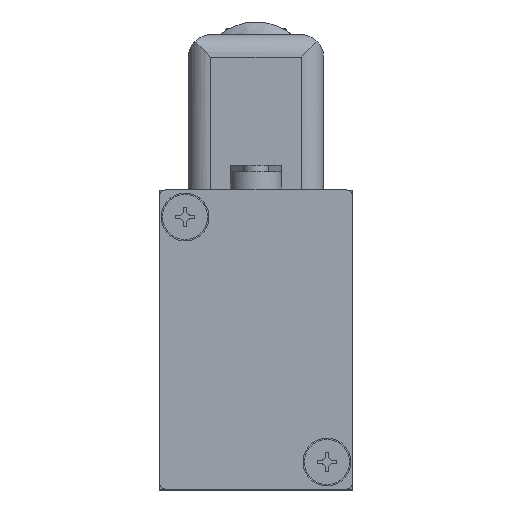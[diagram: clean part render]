
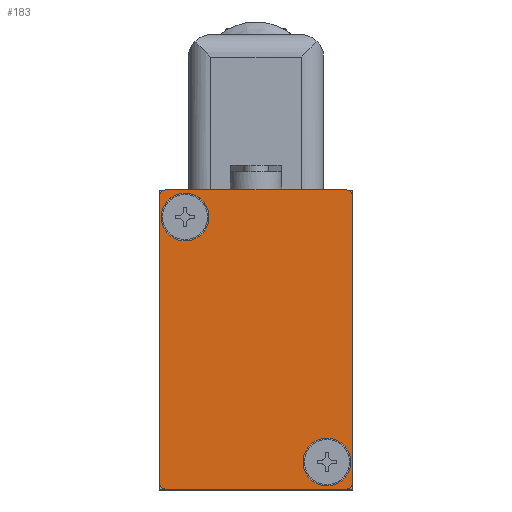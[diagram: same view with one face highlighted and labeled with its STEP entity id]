
A CAD part, top view. The second image highlights one B-rep face of the part: STEP entity #183.
In plain terms, the highlighted planar face has unit normal (0, 0, 1).
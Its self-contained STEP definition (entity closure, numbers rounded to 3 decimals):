
#183 = ADVANCED_FACE( '', ( #537, #538, #539 ), #540, .T. );
#537 = FACE_BOUND( '', #1007, .T. );
#538 = FACE_BOUND( '', #1008, .T. );
#539 = FACE_OUTER_BOUND( '', #1009, .T. );
#540 = PLANE( '', #1010 );
#1007 = EDGE_LOOP( '', ( #2057 ) );
#1008 = EDGE_LOOP( '', ( #2058 ) );
#1009 = EDGE_LOOP( '', ( #2059, #2060, #2061, #2062, #2063, #2064, #2065, #2066 ) );
#1010 = AXIS2_PLACEMENT_3D( '', #2067, #2068, #2069 );
#2057 = ORIENTED_EDGE( '', *, *, #3177, .F. );
#2058 = ORIENTED_EDGE( '', *, *, #3181, .F. );
#2059 = ORIENTED_EDGE( '', *, *, #3182, .T. );
#2060 = ORIENTED_EDGE( '', *, *, #3183, .T. );
#2061 = ORIENTED_EDGE( '', *, *, #3184, .T. );
#2062 = ORIENTED_EDGE( '', *, *, #3185, .T. );
#2063 = ORIENTED_EDGE( '', *, *, #3186, .T. );
#2064 = ORIENTED_EDGE( '', *, *, #3187, .T. );
#2065 = ORIENTED_EDGE( '', *, *, #3188, .T. );
#2066 = ORIENTED_EDGE( '', *, *, #3189, .T. );
#2067 = CARTESIAN_POINT( '', ( -14., 22.2, 0. ) );
#2068 = DIRECTION( '', ( 0., 0., 1. ) );
#2069 = DIRECTION( '', ( 1., 0., 0. ) );
#3177 = EDGE_CURVE( '', #3913, #3913, #3914, .T. );
#3181 = EDGE_CURVE( '', #3921, #3921, #3922, .T. );
#3182 = EDGE_CURVE( '', #3923, #3924, #3925, .T. );
#3183 = EDGE_CURVE( '', #3924, #3926, #3927, .T. );
#3184 = EDGE_CURVE( '', #3926, #3928, #3929, .T. );
#3185 = EDGE_CURVE( '', #3928, #3930, #3931, .T. );
#3186 = EDGE_CURVE( '', #3930, #3932, #3933, .T. );
#3187 = EDGE_CURVE( '', #3932, #3934, #3935, .T. );
#3188 = EDGE_CURVE( '', #3934, #3936, #3937, .T. );
#3189 = EDGE_CURVE( '', #3936, #3923, #3938, .T. );
#3913 = VERTEX_POINT( '', #5035 );
#3914 = CIRCLE( '', #5036, 3.7 );
#3921 = VERTEX_POINT( '', #5043 );
#3922 = CIRCLE( '', #5044, 3.7 );
#3923 = VERTEX_POINT( '', #5045 );
#3924 = VERTEX_POINT( '', #5046 );
#3925 = CIRCLE( '', #5047, 1. );
#3926 = VERTEX_POINT( '', #5048 );
#3927 = LINE( '', #5049, #5050 );
#3928 = VERTEX_POINT( '', #5051 );
#3929 = CIRCLE( '', #5052, 1. );
#3930 = VERTEX_POINT( '', #5053 );
#3931 = LINE( '', #5054, #5055 );
#3932 = VERTEX_POINT( '', #5056 );
#3933 = CIRCLE( '', #5057, 1. );
#3934 = VERTEX_POINT( '', #5058 );
#3935 = LINE( '', #5059, #5060 );
#3936 = VERTEX_POINT( '', #5061 );
#3937 = CIRCLE( '', #5062, 1. );
#3938 = LINE( '', #5063, #5064 );
#5035 = CARTESIAN_POINT( '', ( 14.7, -19., 0. ) );
#5036 = AXIS2_PLACEMENT_3D( '', #6066, #6067, #6068 );
#5043 = CARTESIAN_POINT( '', ( -7.3, 19., 0. ) );
#5044 = AXIS2_PLACEMENT_3D( '', #6078, #6079, #6080 );
#5045 = CARTESIAN_POINT( '', ( -14., 23.2, 0. ) );
#5046 = CARTESIAN_POINT( '', ( -15., 22.2, 0. ) );
#5047 = AXIS2_PLACEMENT_3D( '', #6081, #6082, #6083 );
#5048 = CARTESIAN_POINT( '', ( -15., -22.2, 0. ) );
#5049 = CARTESIAN_POINT( '', ( -15., 22.2, 0. ) );
#5050 = VECTOR( '', #6084, 1000. );
#5051 = CARTESIAN_POINT( '', ( -14., -23.2, 0. ) );
#5052 = AXIS2_PLACEMENT_3D( '', #6085, #6086, #6087 );
#5053 = CARTESIAN_POINT( '', ( 14., -23.2, 0. ) );
#5054 = CARTESIAN_POINT( '', ( -14., -23.2, 0. ) );
#5055 = VECTOR( '', #6088, 1000. );
#5056 = CARTESIAN_POINT( '', ( 15., -22.2, 0. ) );
#5057 = AXIS2_PLACEMENT_3D( '', #6089, #6090, #6091 );
#5058 = CARTESIAN_POINT( '', ( 15., 22.2, 0. ) );
#5059 = CARTESIAN_POINT( '', ( 15., -22.2, 0. ) );
#5060 = VECTOR( '', #6092, 1000. );
#5061 = CARTESIAN_POINT( '', ( 14., 23.2, 0. ) );
#5062 = AXIS2_PLACEMENT_3D( '', #6093, #6094, #6095 );
#5063 = CARTESIAN_POINT( '', ( 14., 23.2, 0. ) );
#5064 = VECTOR( '', #6096, 1000. );
#6066 = CARTESIAN_POINT( '', ( 11., -19., 0. ) );
#6067 = DIRECTION( '', ( 0., 0., 1. ) );
#6068 = DIRECTION( '', ( 1., 0., 0. ) );
#6078 = CARTESIAN_POINT( '', ( -11., 19., 0. ) );
#6079 = DIRECTION( '', ( 0., 0., 1. ) );
#6080 = DIRECTION( '', ( 1., 0., 0. ) );
#6081 = CARTESIAN_POINT( '', ( -14., 22.2, 0. ) );
#6082 = DIRECTION( '', ( 0., 0., 1. ) );
#6083 = DIRECTION( '', ( 1., 0., 0. ) );
#6084 = DIRECTION( '', ( 0., -1., 0. ) );
#6085 = CARTESIAN_POINT( '', ( -14., -22.2, 0. ) );
#6086 = DIRECTION( '', ( 0., 0., 1. ) );
#6087 = DIRECTION( '', ( 1., 0., 0. ) );
#6088 = DIRECTION( '', ( 1., 0., 0. ) );
#6089 = CARTESIAN_POINT( '', ( 14., -22.2, 0. ) );
#6090 = DIRECTION( '', ( 0., 0., 1. ) );
#6091 = DIRECTION( '', ( 1., 0., 0. ) );
#6092 = DIRECTION( '', ( 0., 1., 0. ) );
#6093 = CARTESIAN_POINT( '', ( 14., 22.2, 0. ) );
#6094 = DIRECTION( '', ( 0., 0., 1. ) );
#6095 = DIRECTION( '', ( 1., 0., 0. ) );
#6096 = DIRECTION( '', ( -1., 0., 0. ) );
